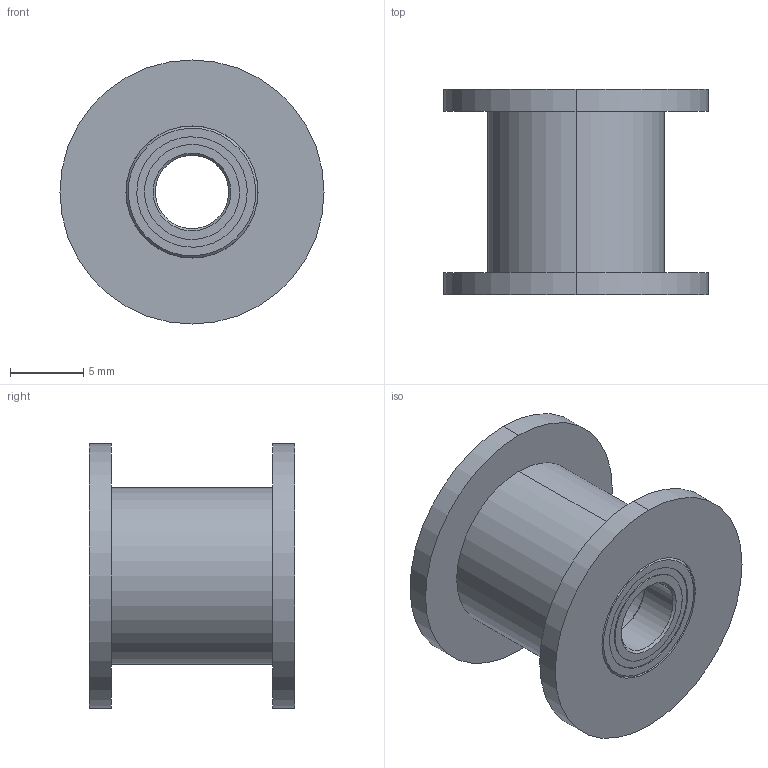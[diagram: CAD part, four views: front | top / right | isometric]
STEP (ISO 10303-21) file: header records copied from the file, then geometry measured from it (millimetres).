
FILE_DESCRIPTION (( 'STEP AP214' ), '1' );
FILE_NAME ('1037396.STEP', '2017-03-16T05:45:26', ( '' ), ( '' ), 'SwSTEP 2.0', 'SolidWorks 2017', '' );
FILE_SCHEMA (( 'AUTOMOTIVE_DESIGN' ));
Length unit declared in the file: millimetre
Products named in the file (3): 1037396-IDLER PULLEY; 1037396-95-2Z BEARING, 9 mm OD, 5 mm ID, 3 mm WIDTH_DEFAULT; 1037396
Assembly tree (3 placements, depth 2):
  1037396
    1037396-IDLER PULLEY
    1037396-95-2Z BEARING, 9 mm OD, 5 mm ID, 3 mm WIDTH_DEFAULT  x2
Bounding box: 18 x 14 x 18 mm (x, y, z)
Volume: 1623.3 mm3; surface area: 2687.5 mm2
Topology: 33 solids, 33 shells, 150 faces, 372 edges, 244 vertices
Faces by surface type: cylinder 52, sphere 48, plane 22, cone 16, torus 12
Entity records: 2575 total; most frequent: DIRECTION 428, CARTESIAN_POINT 332, ORIENTED_EDGE 288, AXIS2_PLACEMENT_3D 194, EDGE_CURVE 144, CIRCLE 104, EDGE_LOOP 98, VERTEX_POINT 98
